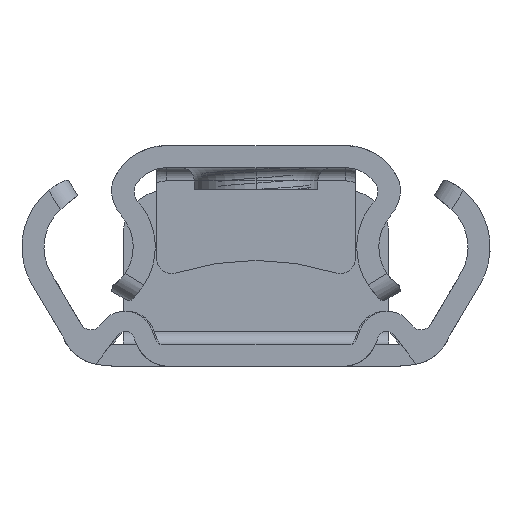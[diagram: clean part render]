
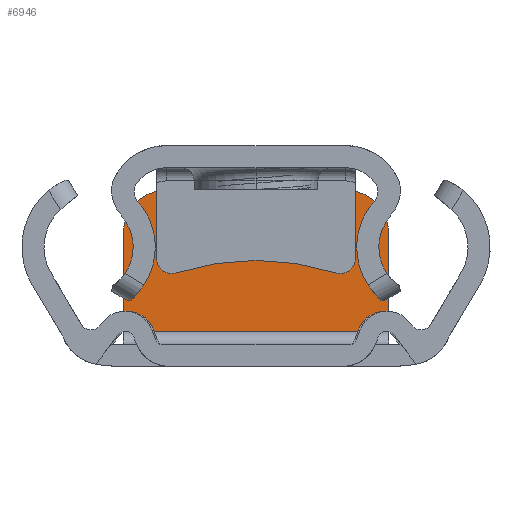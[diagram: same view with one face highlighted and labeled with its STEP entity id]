
A CAD part, left-side view. The second image highlights one B-rep face of the part: STEP entity #6946.
In plain terms, the highlighted planar face has unit normal (-1, 0, 0).
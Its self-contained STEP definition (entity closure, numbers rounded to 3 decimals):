
#289 = VECTOR ( 'NONE', #5017, 1000. ) ;
#408 = DIRECTION ( 'NONE',  ( 0., 0.259, -0.966 ) ) ;
#428 = ORIENTED_EDGE ( 'NONE', *, *, #2633, .T. ) ;
#640 = EDGE_CURVE ( 'NONE', #5330, #2523, #9385, .T. ) ;
#953 = AXIS2_PLACEMENT_3D ( 'NONE', #7508, #11173, #11302 ) ;
#997 = CARTESIAN_POINT ( 'NONE',  ( 94.5, -2., 3. ) ) ;
#1056 = CARTESIAN_POINT ( 'NONE',  ( 94.5, -3., 0. ) ) ;
#1189 = CARTESIAN_POINT ( 'NONE',  ( 94.5, -3., 0.8 ) ) ;
#1384 = VECTOR ( 'NONE', #5164, 1000. ) ;
#1422 = AXIS2_PLACEMENT_3D ( 'NONE', #3732, #7383, #11366 ) ;
#1580 = LINE ( 'NONE', #8174, #1384 ) ;
#2096 = CARTESIAN_POINT ( 'NONE',  ( 94.5, 3., 3.132 ) ) ;
#2300 = CIRCLE ( 'NONE', #2709, 1. ) ;
#2321 = CARTESIAN_POINT ( 'NONE',  ( 94.5, -2., 4. ) ) ;
#2383 = CARTESIAN_POINT ( 'NONE',  ( 94.5, 3., 0. ) ) ;
#2461 = ORIENTED_EDGE ( 'NONE', *, *, #12181, .F. ) ;
#2523 = VERTEX_POINT ( 'NONE', #6788 ) ;
#2582 = ORIENTED_EDGE ( 'NONE', *, *, #6811, .T. ) ;
#2633 = EDGE_CURVE ( 'NONE', #10731, #12278, #4202, .T. ) ;
#2709 = AXIS2_PLACEMENT_3D ( 'NONE', #997, #5783, #6543 ) ;
#3060 = CARTESIAN_POINT ( 'NONE',  ( 94.5, 2.966, 3.259 ) ) ;
#3082 = VERTEX_POINT ( 'NONE', #11688 ) ;
#3312 = CARTESIAN_POINT ( 'NONE',  ( 94.5, -3., 3.132 ) ) ;
#3467 = ORIENTED_EDGE ( 'NONE', *, *, #12210, .F. ) ;
#3732 = CARTESIAN_POINT ( 'NONE',  ( 94.5, 0., 0. ) ) ;
#3780 = ORIENTED_EDGE ( 'NONE', *, *, #640, .F. ) ;
#4202 = LINE ( 'NONE', #1189, #6616 ) ;
#4320 = ORIENTED_EDGE ( 'NONE', *, *, #4471, .F. ) ;
#4471 = EDGE_CURVE ( 'NONE', #2523, #8536, #7240, .T. ) ;
#4554 = EDGE_CURVE ( 'NONE', #3082, #9787, #1580, .T. ) ;
#4635 = VECTOR ( 'NONE', #408, 1000. ) ;
#5017 = DIRECTION ( 'NONE',  ( 0., 0., -1. ) ) ;
#5164 = DIRECTION ( 'NONE',  ( 0., -0.259, -0.966 ) ) ;
#5330 = VERTEX_POINT ( 'NONE', #3060 ) ;
#5502 = FACE_OUTER_BOUND ( 'NONE', #10488, .T. ) ;
#5783 = DIRECTION ( 'NONE',  ( 1., 0., 0. ) ) ;
#6190 = LINE ( 'NONE', #10801, #4635 ) ;
#6543 = DIRECTION ( 'NONE',  ( 0., 0., -1. ) ) ;
#6616 = VECTOR ( 'NONE', #11707, 1000. ) ;
#6788 = CARTESIAN_POINT ( 'NONE',  ( 94.5, 2., 4. ) ) ;
#6811 = EDGE_CURVE ( 'NONE', #5330, #10406, #6190, .T. ) ;
#6946 = ADVANCED_FACE ( 'NONE', ( #5502 ), #12185, .F. ) ;
#6960 = LINE ( 'NONE', #1056, #289 ) ;
#7124 = ORIENTED_EDGE ( 'NONE', *, *, #4554, .F. ) ;
#7240 = LINE ( 'NONE', #12042, #9202 ) ;
#7252 = VECTOR ( 'NONE', #9033, 1000. ) ;
#7383 = DIRECTION ( 'NONE',  ( 1., 0., 0. ) ) ;
#7508 = CARTESIAN_POINT ( 'NONE',  ( 94.5, 2., 3. ) ) ;
#8174 = CARTESIAN_POINT ( 'NONE',  ( 94.5, -3.582, 0.96 ) ) ;
#8536 = VERTEX_POINT ( 'NONE', #2321 ) ;
#9033 = DIRECTION ( 'NONE',  ( 0., 0., -1. ) ) ;
#9202 = VECTOR ( 'NONE', #9242, 1000. ) ;
#9242 = DIRECTION ( 'NONE',  ( 0., -1., 0. ) ) ;
#9276 = EDGE_CURVE ( 'NONE', #10406, #10731, #12021, .T. ) ;
#9385 = CIRCLE ( 'NONE', #953, 1. ) ;
#9712 = CARTESIAN_POINT ( 'NONE',  ( 94.5, -3., 0.8 ) ) ;
#9787 = VERTEX_POINT ( 'NONE', #3312 ) ;
#10406 = VERTEX_POINT ( 'NONE', #2096 ) ;
#10488 = EDGE_LOOP ( 'NONE', ( #11936, #428, #3467, #7124, #2461, #4320, #3780, #2582 ) ) ;
#10731 = VERTEX_POINT ( 'NONE', #11653 ) ;
#10801 = CARTESIAN_POINT ( 'NONE',  ( 94.5, 3.582, 0.96 ) ) ;
#11173 = DIRECTION ( 'NONE',  ( 1., 0., 0. ) ) ;
#11302 = DIRECTION ( 'NONE',  ( 0., 0., -1. ) ) ;
#11366 = DIRECTION ( 'NONE',  ( 0., 0., -1. ) ) ;
#11653 = CARTESIAN_POINT ( 'NONE',  ( 94.5, 3., 0.8 ) ) ;
#11688 = CARTESIAN_POINT ( 'NONE',  ( 94.5, -2.966, 3.259 ) ) ;
#11707 = DIRECTION ( 'NONE',  ( 0., -1., 0. ) ) ;
#11936 = ORIENTED_EDGE ( 'NONE', *, *, #9276, .T. ) ;
#12021 = LINE ( 'NONE', #2383, #7252 ) ;
#12042 = CARTESIAN_POINT ( 'NONE',  ( 94.5, 0., 4. ) ) ;
#12181 = EDGE_CURVE ( 'NONE', #8536, #3082, #2300, .T. ) ;
#12185 = PLANE ( 'NONE',  #1422 ) ;
#12210 = EDGE_CURVE ( 'NONE', #9787, #12278, #6960, .T. ) ;
#12278 = VERTEX_POINT ( 'NONE', #9712 ) ;
